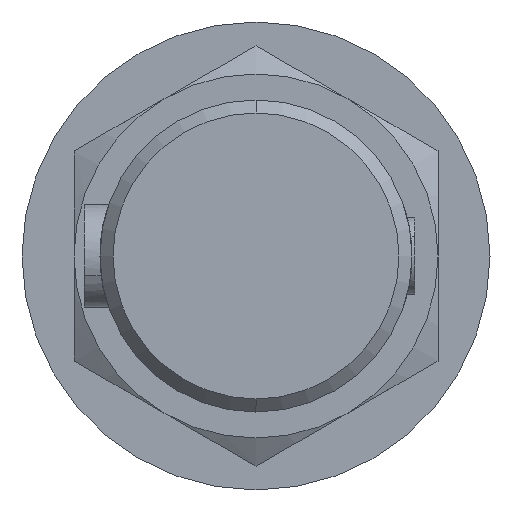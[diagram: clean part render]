
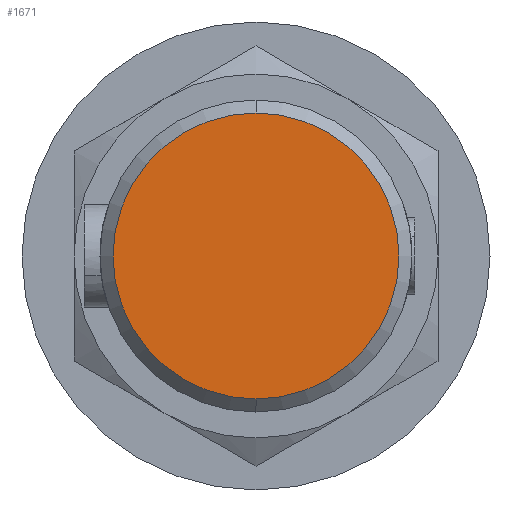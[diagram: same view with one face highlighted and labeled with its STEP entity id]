
A CAD part, front view. The second image highlights one B-rep face of the part: STEP entity #1671.
In plain terms, the highlighted planar face has unit normal (0, -1, 0).
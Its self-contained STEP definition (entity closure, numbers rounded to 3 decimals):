
#141 = CARTESIAN_POINT ( 'NONE',  ( 0., -8.5, -5.5 ) ) ;
#170 = DIRECTION ( 'NONE',  ( 0., -1., 0. ) ) ;
#407 = AXIS2_PLACEMENT_3D ( 'NONE', #1683, #2141, #1483 ) ;
#637 = VERTEX_POINT ( 'NONE', #141 ) ;
#642 = DIRECTION ( 'NONE',  ( 0., 0., -1. ) ) ;
#694 = EDGE_CURVE ( 'Defeature ausgef�hrt1_39+Defeature ausgef�hrt1_41+Defeature ausgef�hrt1_41+Defeature ausgef�hrt1_41', #1855, #637, #2161, .T. ) ;
#751 = EDGE_CURVE ( 'Defeature ausgef�hrt1_39+Defeature ausgef�hrt1_41+Defeature ausgef�hrt1_41+Defeature ausgef�hrt1_41', #637, #1855, #1917, .T. ) ;
#778 = AXIS2_PLACEMENT_3D ( 'NONE', #849, #2383, #642 ) ;
#849 = CARTESIAN_POINT ( 'NONE',  ( 0., -8.5, 0. ) ) ;
#1098 = EDGE_LOOP ( 'NONE', ( #2204, #1111 ) ) ;
#1111 = ORIENTED_EDGE ( 'NONE', *, *, #694, .T. ) ;
#1260 = AXIS2_PLACEMENT_3D ( 'NONE', #1266, #170, #1928 ) ;
#1266 = CARTESIAN_POINT ( 'NONE',  ( 0., -8.5, 0. ) ) ;
#1483 = DIRECTION ( 'NONE',  ( 0., 0., -1. ) ) ;
#1671 = ADVANCED_FACE ( 'Defeature ausgef�hrt1_39', ( #2667 ), #2111, .F. ) ;
#1683 = CARTESIAN_POINT ( 'NONE',  ( 0., -8.5, 0. ) ) ;
#1855 = VERTEX_POINT ( 'NONE', #2461 ) ;
#1917 = CIRCLE ( 'NONE', #778, 5.5 ) ;
#1928 = DIRECTION ( 'NONE',  ( 0., 0., -1. ) ) ;
#2111 = PLANE ( 'NONE',  #407 ) ;
#2141 = DIRECTION ( 'NONE',  ( 0., 1., 0. ) ) ;
#2161 = CIRCLE ( 'NONE', #1260, 5.5 ) ;
#2204 = ORIENTED_EDGE ( 'NONE', *, *, #751, .T. ) ;
#2383 = DIRECTION ( 'NONE',  ( 0., -1., 0. ) ) ;
#2461 = CARTESIAN_POINT ( 'NONE',  ( 0., -8.5, 5.5 ) ) ;
#2667 = FACE_OUTER_BOUND ( 'NONE', #1098, .T. ) ;
